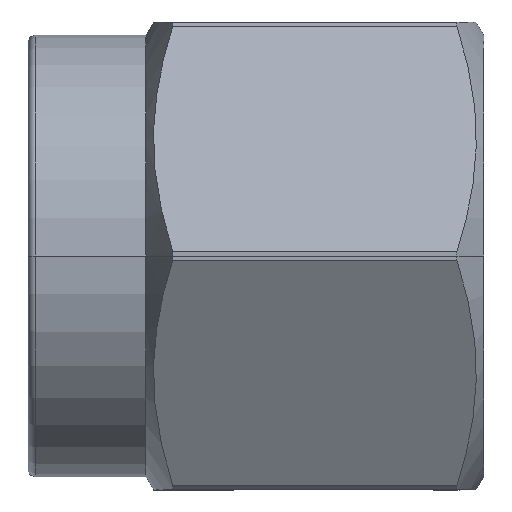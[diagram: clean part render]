
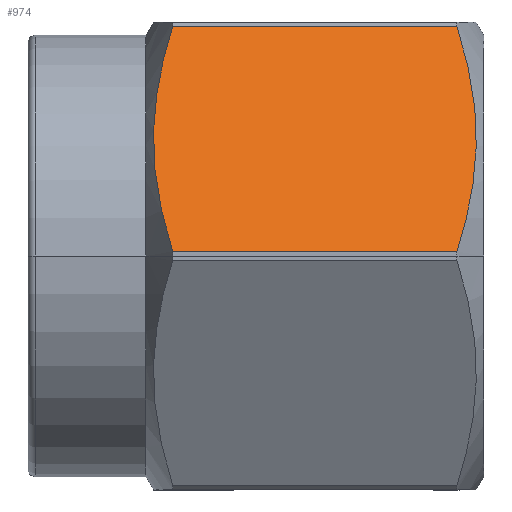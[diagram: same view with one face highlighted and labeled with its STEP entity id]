
A CAD part, front view. The second image highlights one B-rep face of the part: STEP entity #974.
In plain terms, the highlighted planar face has unit normal (0, -0.866, 0.5).
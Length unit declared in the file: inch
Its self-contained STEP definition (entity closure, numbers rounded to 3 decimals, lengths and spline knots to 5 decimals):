
#136 = PLANE ( 'NONE',  #3317 ) ;
#147 = ORIENTED_EDGE ( 'NONE', *, *, #1436, .T. ) ;
#909 = EDGE_CURVE ( 'NONE', #7465, #7803, #4091, .T. ) ;
#974 = ADVANCED_FACE ( 'NONE', ( #6442 ), #136, .T. ) ;
#988 = CARTESIAN_POINT ( 'NONE',  ( 0., -0.17866, 0.00306 ) ) ;
#1032 = VECTOR ( 'NONE', #1172, 39.37008 ) ;
#1172 = DIRECTION ( 'NONE',  ( -1., 0., 0. ) ) ;
#1436 = EDGE_CURVE ( 'NONE', #7803, #1905, #2386, .T. ) ;
#1853 = CARTESIAN_POINT ( 'NONE',  ( 0.2943, -0.16449, 0.0276 ) ) ;
#1905 = VERTEX_POINT ( 'NONE', #11671 ) ;
#2386 = B_SPLINE_CURVE_WITH_KNOTS ( 'NONE', 3,
 ( #9941, #1853, #13169, #4957, #13125, #9023, #9903, #11068 ),
 .UNSPECIFIED., .F., .F.,
 ( 4, 2, 2, 4 ),
 ( 0., 0.00222, 0.00333, 0.00444 ),
 .UNSPECIFIED. ) ;
#2524 = DIRECTION ( 'NONE',  ( 0., -0.866, 0.5 ) ) ;
#2813 = ORIENTED_EDGE ( 'NONE', *, *, #909, .T. ) ;
#3112 = CARTESIAN_POINT ( 'NONE',  ( 0., -0.09198, 0.15319 ) ) ;
#3276 = VECTOR ( 'NONE', #5186, 39.37008 ) ;
#3317 = AXIS2_PLACEMENT_3D ( 'NONE', #12592, #2524, #13046 ) ;
#3400 = LINE ( 'NONE', #3112, #1032 ) ;
#3423 = CARTESIAN_POINT ( 'NONE',  ( 0.09267, -0.17156, 0.01535 ) ) ;
#3639 = ORIENTED_EDGE ( 'NONE', *, *, #8052, .T. ) ;
#4091 = LINE ( 'NONE', #988, #3276 ) ;
#4354 = CARTESIAN_POINT ( 'NONE',  ( 0.08371, -0.12051, 0.10377 ) ) ;
#4957 = CARTESIAN_POINT ( 'NONE',  ( 0.29933, -0.12808, 0.09066 ) ) ;
#5186 = DIRECTION ( 'NONE',  ( 1., 0., 0. ) ) ;
#5296 = CARTESIAN_POINT ( 'NONE',  ( 0.08368, -0.14256, 0.06559 ) ) ;
#5398 = VERTEX_POINT ( 'NONE', #9458 ) ;
#5465 = CARTESIAN_POINT ( 'NONE',  ( 0.0849, -0.14993, 0.05281 ) ) ;
#5923 = CARTESIAN_POINT ( 'NONE',  ( 0.28636, -0.17866, 0.00306 ) ) ;
#6399 = CARTESIAN_POINT ( 'NONE',  ( 0.0894, -0.16441, 0.02774 ) ) ;
#6442 = FACE_OUTER_BOUND ( 'NONE', #9710, .T. ) ;
#7171 = CARTESIAN_POINT ( 'NONE',  ( 0.0887, -0.10614, 0.12865 ) ) ;
#7384 = CARTESIAN_POINT ( 'NONE',  ( 0.09664, -0.17866, 0.00306 ) ) ;
#7465 = VERTEX_POINT ( 'NONE', #9985 ) ;
#7803 = VERTEX_POINT ( 'NONE', #5923 ) ;
#8052 = EDGE_CURVE ( 'NONE', #1905, #5398, #3400, .T. ) ;
#9023 = CARTESIAN_POINT ( 'NONE',  ( 0.2936, -0.10623, 0.12851 ) ) ;
#9458 = CARTESIAN_POINT ( 'NONE',  ( 0.09664, -0.09198, 0.15319 ) ) ;
#9710 = EDGE_LOOP ( 'NONE', ( #2813, #147, #3639, #10486 ) ) ;
#9903 = CARTESIAN_POINT ( 'NONE',  ( 0.29034, -0.09907, 0.1409 ) ) ;
#9941 = CARTESIAN_POINT ( 'NONE',  ( 0.28636, -0.17866, 0.00306 ) ) ;
#9985 = CARTESIAN_POINT ( 'NONE',  ( 0.09664, -0.17866, 0.00306 ) ) ;
#10486 = ORIENTED_EDGE ( 'NONE', *, *, #13176, .T. ) ;
#10781 = B_SPLINE_CURVE_WITH_KNOTS ( 'NONE', 3,
 ( #12303, #7171, #4354, #5296, #5465, #6399, #3423, #7384 ),
 .UNSPECIFIED., .F., .F.,
 ( 4, 2, 2, 4 ),
 ( 0., 0.00222, 0.00333, 0.00444 ),
 .UNSPECIFIED. ) ;
#11068 = CARTESIAN_POINT ( 'NONE',  ( 0.28636, -0.09198, 0.15319 ) ) ;
#11671 = CARTESIAN_POINT ( 'NONE',  ( 0.28636, -0.09198, 0.15319 ) ) ;
#12303 = CARTESIAN_POINT ( 'NONE',  ( 0.09664, -0.09198, 0.15319 ) ) ;
#12592 = CARTESIAN_POINT ( 'NONE',  ( 0.30437, -0.18042, 0. ) ) ;
#13046 = DIRECTION ( 'NONE',  ( 0., -0.5, -0.866 ) ) ;
#13125 = CARTESIAN_POINT ( 'NONE',  ( 0.2981, -0.1207, 0.10344 ) ) ;
#13169 = CARTESIAN_POINT ( 'NONE',  ( 0.29929, -0.15012, 0.05248 ) ) ;
#13176 = EDGE_CURVE ( 'NONE', #5398, #7465, #10781, .T. ) ;
